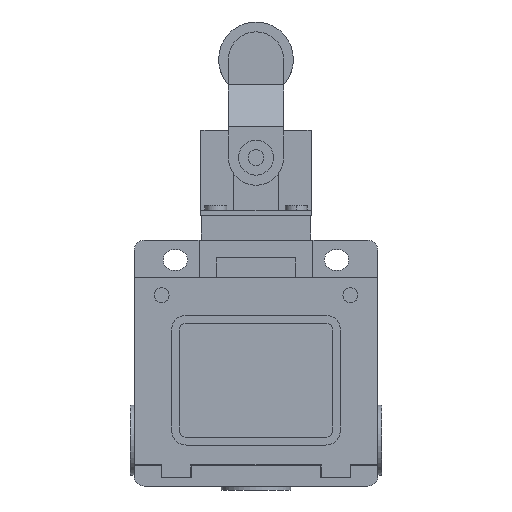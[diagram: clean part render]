
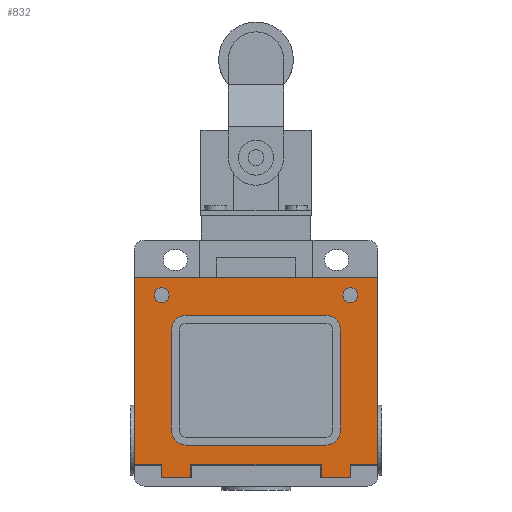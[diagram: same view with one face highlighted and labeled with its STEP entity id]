
A CAD part, front view. The second image highlights one B-rep face of the part: STEP entity #832.
In plain terms, the highlighted planar face has unit normal (0, -1, 0).
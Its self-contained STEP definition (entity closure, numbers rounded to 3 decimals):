
#401=CARTESIAN_POINT('POINT29',(-22.095,-15.,49.53));
#402=VERTEX_POINT('VERTEX29',#401);
#409=CARTESIAN_POINT('POINT30',(-25.905,-15.,49.53));
#410=VERTEX_POINT('VERTEX30',#409);
#411=CARTESIAN_POINT('POS48',(-24.,-15.,49.53));
#412=DIRECTION('DIR74',(0.,1.,0.));
#413=DIRECTION('DIR75',(1.,0.,0.));
#414=AXIS2_PLACEMENT_3D('AXIS27',#411,#412,#413);
#415=CIRCLE('ELLIPSE15',#414,1.905);
#416=EDGE_CURVE('EDGE38',#410,#402,#415,.T.);
#436=EDGE_CURVE('EDGE40',#402,#410,#415,.T.);
#441=CARTESIAN_POINT('POINT31',(25.905,-15.,49.53));
#442=VERTEX_POINT('VERTEX31',#441);
#449=CARTESIAN_POINT('POINT32',(22.095,-15.,49.53));
#450=VERTEX_POINT('VERTEX32',#449);
#451=CARTESIAN_POINT('POS52',(24.,-15.,49.53));
#452=DIRECTION('DIR80',(0.,1.,0.));
#453=DIRECTION('DIR81',(1.,0.,0.));
#454=AXIS2_PLACEMENT_3D('AXIS29',#451,#452,#453);
#455=CIRCLE('ELLIPSE16',#454,1.905);
#456=EDGE_CURVE('EDGE42',#450,#442,#455,.T.);
#476=EDGE_CURVE('EDGE44',#442,#450,#455,.T.);
#482=CARTESIAN_POINT('POINT33',(17.69,-15.,44.44));
#483=VERTEX_POINT('VERTEX33',#482);
#490=CARTESIAN_POINT('POINT34',(-17.69,-15.,44.44));
#491=VERTEX_POINT('VERTEX34',#490);
#492=CARTESIAN_POINT('POS56',(19.005,-15.,44.44));
#493=DIRECTION('DIR86',(1.,0.,0.));
#494=VECTOR('VEC26',#493,25.4);
#495=LINE('STRAIGHT26',#492,#494);
#496=EDGE_CURVE('EDGE46',#491,#483,#495,.T.);
#514=CARTESIAN_POINT('POINT35',(-21.5,-15.,40.63));
#515=VERTEX_POINT('VERTEX35',#514);
#516=CARTESIAN_POINT('POS59',(-17.69,-15.,40.63));
#517=DIRECTION('DIR90',(0.,1.,0.));
#518=DIRECTION('DIR91',(0.,0.,1.));
#519=AXIS2_PLACEMENT_3D('AXIS32',#516,#517,#518);
#520=CIRCLE('ELLIPSE17',#519,3.81);
#521=EDGE_CURVE('EDGE48',#515,#491,#520,.T.);
#539=CARTESIAN_POINT('POINT36',(-21.5,-15.,15.25));
#540=VERTEX_POINT('VERTEX36',#539);
#541=CARTESIAN_POINT('POS62',(-21.5,-15.,22.709));
#542=DIRECTION('DIR95',(0.,0.,1.));
#543=VECTOR('VEC29',#542,25.4);
#544=LINE('STRAIGHT29',#541,#543);
#545=EDGE_CURVE('EDGE50',#540,#515,#544,.T.);
#563=CARTESIAN_POINT('POINT37',(-17.69,-15.,11.44));
#564=VERTEX_POINT('VERTEX37',#563);
#565=CARTESIAN_POINT('POS65',(-17.69,-15.,15.25));
#566=DIRECTION('DIR99',(0.,1.,0.));
#567=DIRECTION('DIR100',(-1.,0.,0.));
#568=AXIS2_PLACEMENT_3D('AXIS35',#565,#566,#567);
#569=CIRCLE('ELLIPSE18',#568,3.81);
#570=EDGE_CURVE('EDGE52',#564,#540,#569,.T.);
#588=CARTESIAN_POINT('POINT38',(17.69,-15.,11.44));
#589=VERTEX_POINT('VERTEX38',#588);
#590=CARTESIAN_POINT('POS68',(1.315,-15.,11.44
   ));
#591=DIRECTION('DIR104',(-1.,0.,0.));
#592=VECTOR('VEC32',#591,25.4);
#593=LINE('STRAIGHT32',#590,#592);
#594=EDGE_CURVE('EDGE54',#589,#564,#593,.T.);
#612=CARTESIAN_POINT('POINT39',(21.5,-15.,15.25));
#613=VERTEX_POINT('VERTEX39',#612);
#614=CARTESIAN_POINT('POS71',(17.69,-15.,15.25));
#615=DIRECTION('DIR108',(0.,1.,0.));
#616=DIRECTION('DIR109',(0.,0.,-1.));
#617=AXIS2_PLACEMENT_3D('AXIS38',#614,#615,#616);
#618=CIRCLE('ELLIPSE19',#617,3.81);
#619=EDGE_CURVE('EDGE56',#613,#589,#618,.T.);
#637=CARTESIAN_POINT('POINT40',(21.5,-15.,40.63));
#638=VERTEX_POINT('VERTEX40',#637);
#639=CARTESIAN_POINT('POS74',(21.5,-15.,16.364));
#640=DIRECTION('DIR113',(0.,0.,-1.));
#641=VECTOR('VEC35',#640,25.4);
#642=LINE('STRAIGHT35',#639,#641);
#643=EDGE_CURVE('EDGE58',#638,#613,#642,.T.);
#661=CARTESIAN_POINT('POS77',(17.69,-15.,40.63));
#662=DIRECTION('DIR117',(0.,1.,
   0.));
#663=DIRECTION('DIR118',(1.,0.,
   0.));
#664=AXIS2_PLACEMENT_3D('AXIS41',#661,#662,#663);
#665=CIRCLE('ELLIPSE20',#664,3.81);
#666=EDGE_CURVE('EDGE60',#483,#638,#665,.T.);
#719=ORIENTED_EDGE('COEDGE113',*,*,#666,.T.);
#720=ORIENTED_EDGE('COEDGE114',*,*,#643,.T.);
#721=ORIENTED_EDGE('COEDGE115',*,*,#619,.T.);
#722=ORIENTED_EDGE('COEDGE116',*,*,#594,.T.);
#723=ORIENTED_EDGE('COEDGE117',*,*,#570,.T.);
#724=ORIENTED_EDGE('COEDGE118',*,*,#545,.T.);
#725=ORIENTED_EDGE('COEDGE119',*,*,#521,.T.);
#726=ORIENTED_EDGE('COEDGE120',*,*,#496,.T.);
#727=EDGE_LOOP('NONE',(#719,#720,#721,#722,#723,#724,#725,#726));
#728=FACE_BOUND('LOOP1',#727,.T.);
#729=ORIENTED_EDGE('COEDGE121',*,*,#476,.T.);
#730=ORIENTED_EDGE('COEDGE122',*,*,#456,.T.);
#731=EDGE_LOOP('NONE',(#729,#730));
#732=FACE_BOUND('LOOP1',#731,.T.);
#733=ORIENTED_EDGE('COEDGE123',*,*,#436,.T.);
#734=ORIENTED_EDGE('COEDGE124',*,*,#416,.T.);
#735=EDGE_LOOP('NONE',(#733,#734));
#736=FACE_BOUND('LOOP1',#735,.T.);
#737=CARTESIAN_POINT('POINT45',(16.535,-15.,6.375));
#738=VERTEX_POINT('VERTEX45',#737);
#739=CARTESIAN_POINT('POINT46',(16.535,-15.,3.2));
#740=VERTEX_POINT('VERTEX46',#739);
#741=CARTESIAN_POINT('POS83',(16.535,-15.,4.788));
#742=DIRECTION('DIR129',(0.,0.,-1.));
#743=VECTOR('VEC37',#742,25.4);
#744=LINE('STRAIGHT37',#741,#743);
#745=EDGE_CURVE('EDGE65',#738,#740,#744,.T.);
#746=ORIENTED_EDGE('COEDGE125',*,*,#745,.T.);
#747=CARTESIAN_POINT('POINT47',(24.105,-15.,3.2));
#748=VERTEX_POINT('VERTEX47',#747);
#749=CARTESIAN_POINT('POS84',(20.32,-15.,3.2));
#750=DIRECTION('DIR130',(-1.,0.,0.));
#751=VECTOR('VEC38',#750,25.4);
#752=LINE('STRAIGHT38',#749,#751);
#753=EDGE_CURVE('EDGE66',#748,#740,#752,.T.);
#754=ORIENTED_EDGE('COEDGE126',*,*,#753,.F.);
#755=CARTESIAN_POINT('POINT48',(24.105,-15.,6.375));
#756=VERTEX_POINT('VERTEX48',#755);
#757=CARTESIAN_POINT('POS85',(24.105,-15.,4.788));
#758=DIRECTION('DIR131',(0.,0.,-1.));
#759=VECTOR('VEC39',#758,25.4);
#760=LINE('STRAIGHT39',#757,#759);
#761=EDGE_CURVE('EDGE67',#756,#748,#760,.T.);
#762=ORIENTED_EDGE('COEDGE127',*,*,#761,.F.);
#763=CARTESIAN_POINT('POINT49',(30.975,-15.,6.375));
#764=VERTEX_POINT('VERTEX49',#763);
#765=CARTESIAN_POINT('POS86',(0.,-15.,6.375));
#766=DIRECTION('DIR132',(-1.,0.,0.));
#767=VECTOR('VEC40',#766,25.4);
#768=LINE('STRAIGHT40',#765,#767);
#769=EDGE_CURVE('EDGE68',#764,#756,#768,.T.);
#770=ORIENTED_EDGE('COEDGE128',*,*,#769,.F.);
#771=CARTESIAN_POINT('POINT50',(30.975,-15.,53.95));
#772=VERTEX_POINT('VERTEX50',#771);
#773=CARTESIAN_POINT('POS87',(30.975,-15.,30.163));
#774=DIRECTION('DIR133',(0.,0.,-1.));
#775=VECTOR('VEC41',#774,25.4);
#776=LINE('STRAIGHT41',#773,#775);
#777=EDGE_CURVE('EDGE69',#772,#764,#776,.T.);
#778=ORIENTED_EDGE('COEDGE129',*,*,#777,.F.);
#779=CARTESIAN_POINT('POINT51',(-30.975,-15.,53.95));
#780=VERTEX_POINT('VERTEX51',#779);
#781=CARTESIAN_POINT('POS88',(0.,-15.,53.95));
#782=DIRECTION('DIR134',(1.,0.,0.));
#783=VECTOR('VEC42',#782,25.4);
#784=LINE('STRAIGHT42',#781,#783);
#785=EDGE_CURVE('EDGE70',#780,#772,#784,.T.);
#786=ORIENTED_EDGE('COEDGE130',*,*,#785,.F.);
#787=CARTESIAN_POINT('POINT52',(-30.975,-15.,6.375));
#788=VERTEX_POINT('VERTEX52',#787);
#789=CARTESIAN_POINT('POS89',(-30.975,-15.,30.163));
#790=DIRECTION('DIR135',(0.,0.,-1.));
#791=VECTOR('VEC43',#790,25.4);
#792=LINE('STRAIGHT43',#789,#791);
#793=EDGE_CURVE('EDGE71',#780,#788,#792,.T.);
#794=ORIENTED_EDGE('COEDGE131',*,*,#793,.T.);
#795=CARTESIAN_POINT('POINT53',(-24.105,-15.,6.375));
#796=VERTEX_POINT('VERTEX53',#795);
#797=EDGE_CURVE('EDGE72',#796,#788,#768,.T.);
#798=ORIENTED_EDGE('COEDGE132',*,*,#797,.F.);
#799=CARTESIAN_POINT('POINT54',(-24.105,-15.,3.2));
#800=VERTEX_POINT('VERTEX54',#799);
#801=CARTESIAN_POINT('POS90',(-24.105,-15.,4.788));
#802=DIRECTION('DIR136',(0.,0.,-1.));
#803=VECTOR('VEC44',#802,25.4);
#804=LINE('STRAIGHT44',#801,#803);
#805=EDGE_CURVE('EDGE73',#796,#800,#804,.T.);
#806=ORIENTED_EDGE('COEDGE133',*,*,#805,.T.);
#807=CARTESIAN_POINT('POINT55',(-16.535,-15.,3.2));
#808=VERTEX_POINT('VERTEX55',#807);
#809=CARTESIAN_POINT('POS91',(-20.32,-15.,3.2));
#810=DIRECTION('DIR137',(-1.,0.,0.));
#811=VECTOR('VEC45',#810,25.4);
#812=LINE('STRAIGHT45',#809,#811);
#813=EDGE_CURVE('EDGE74',#808,#800,#812,.T.);
#814=ORIENTED_EDGE('COEDGE134',*,*,#813,.F.);
#815=CARTESIAN_POINT('POINT56',(-16.535,-15.,6.375));
#816=VERTEX_POINT('VERTEX56',#815);
#817=CARTESIAN_POINT('POS92',(-16.535,-15.,4.788));
#818=DIRECTION('DIR138',(0.,0.,-1.));
#819=VECTOR('VEC46',#818,25.4);
#820=LINE('STRAIGHT46',#817,#819);
#821=EDGE_CURVE('EDGE75',#816,#808,#820,.T.);
#822=ORIENTED_EDGE('COEDGE135',*,*,#821,.F.);
#823=EDGE_CURVE('EDGE76',#738,#816,#768,.T.);
#824=ORIENTED_EDGE('COEDGE136',*,*,#823,.F.);
#825=EDGE_LOOP('NONE',(#746,#754,#762,#770,#778,#786,#794,#798,#806,#814
   ,#822,#824));
#826=FACE_BOUND('LOOP1',#825,.T.);
#827=CARTESIAN_POINT('POS93',(20.32,-15.,4.788));
#828=DIRECTION('DIR139',(0.,1.,0.));
#829=DIRECTION('DIR140',(1.,0.,0.));
#830=AXIS2_PLACEMENT_3D('AXIS47',#827,#828,#829);
#831=PLANE('PLANE15',#830);
#832=ADVANCED_FACE('FACE27',(#728,#732,#736,#826),#831,.F.);
